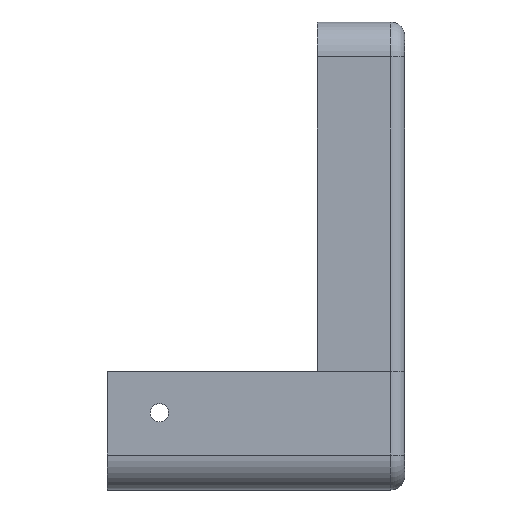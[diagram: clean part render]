
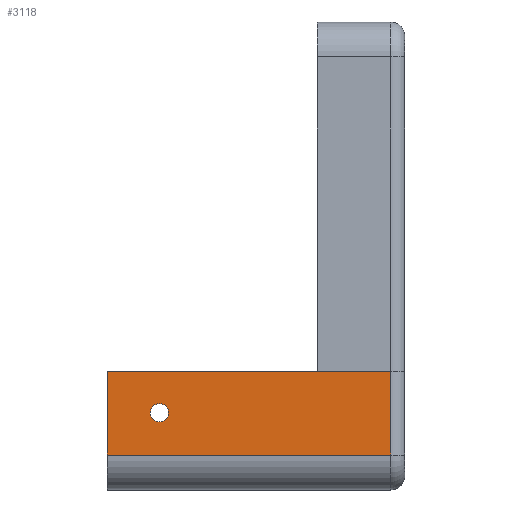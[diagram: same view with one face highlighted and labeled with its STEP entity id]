
A CAD part, left-side view. The second image highlights one B-rep face of the part: STEP entity #3118.
In plain terms, the highlighted planar face has unit normal (-1, 0, 0).
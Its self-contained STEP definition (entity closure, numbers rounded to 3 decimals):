
#16 = CARTESIAN_POINT ( 'NONE',  ( -3.4, 37.5, -66.9 ) ) ;
#28 = VERTEX_POINT ( 'NONE', #1753 ) ;
#90 = FACE_BOUND ( 'NONE', #795, .T. ) ;
#107 = DIRECTION ( 'NONE',  ( 1., 0., 0. ) ) ;
#280 = AXIS2_PLACEMENT_3D ( 'NONE', #4317, #4340, #863 ) ;
#499 = CARTESIAN_POINT ( 'NONE',  ( -3.4, 30.05, -55.85 ) ) ;
#769 = EDGE_CURVE ( 'NONE', #2848, #963, #3645, .T. ) ;
#795 = EDGE_LOOP ( 'NONE', ( #4202, #4173 ) ) ;
#863 = DIRECTION ( 'NONE',  ( 0., 0., -1. ) ) ;
#963 = VERTEX_POINT ( 'NONE', #3210 ) ;
#1098 = AXIS2_PLACEMENT_3D ( 'NONE', #499, #107, #2727 ) ;
#1289 = LINE ( 'NONE', #3689, #3111 ) ;
#1493 = CIRCLE ( 'NONE', #2298, 1.3 ) ;
#1686 = EDGE_CURVE ( 'NONE', #963, #4766, #3080, .T. ) ;
#1753 = CARTESIAN_POINT ( 'NONE',  ( -3.4, 30.05, -57.15 ) ) ;
#1904 = EDGE_CURVE ( 'NONE', #4636, #28, #1493, .T. ) ;
#1909 = CARTESIAN_POINT ( 'NONE',  ( -3.4, 37.5, -61.9 ) ) ;
#1979 = CIRCLE ( 'NONE', #1098, 1.3 ) ;
#2016 = PLANE ( 'NONE',  #280 ) ;
#2243 = EDGE_CURVE ( 'NONE', #28, #4636, #1979, .T. ) ;
#2298 = AXIS2_PLACEMENT_3D ( 'NONE', #3620, #3433, #3843 ) ;
#2644 = LINE ( 'NONE', #4182, #4470 ) ;
#2682 = CARTESIAN_POINT ( 'NONE',  ( -3.4, -3., -49.9 ) ) ;
#2727 = DIRECTION ( 'NONE',  ( 0., 0., -1. ) ) ;
#2782 = FACE_OUTER_BOUND ( 'NONE', #2944, .T. ) ;
#2848 = VERTEX_POINT ( 'NONE', #2682 ) ;
#2944 = EDGE_LOOP ( 'NONE', ( #3054, #4885, #4208, #3541 ) ) ;
#3054 = ORIENTED_EDGE ( 'NONE', *, *, #3992, .T. ) ;
#3080 = LINE ( 'NONE', #16, #4602 ) ;
#3111 = VECTOR ( 'NONE', #4014, 1000. ) ;
#3118 = ADVANCED_FACE ( 'NONE', ( #90, #2782 ), #2016, .F. ) ;
#3210 = CARTESIAN_POINT ( 'NONE',  ( -3.4, 37.5, -49.9 ) ) ;
#3241 = CARTESIAN_POINT ( 'NONE',  ( -3.4, 37.5, -49.9 ) ) ;
#3433 = DIRECTION ( 'NONE',  ( 1., 0., 0. ) ) ;
#3541 = ORIENTED_EDGE ( 'NONE', *, *, #1686, .T. ) ;
#3620 = CARTESIAN_POINT ( 'NONE',  ( -3.4, 30.05, -55.85 ) ) ;
#3632 = VERTEX_POINT ( 'NONE', #4042 ) ;
#3645 = LINE ( 'NONE', #3241, #3717 ) ;
#3689 = CARTESIAN_POINT ( 'NONE',  ( -3.4, 0., -61.9 ) ) ;
#3717 = VECTOR ( 'NONE', #4746, 1000. ) ;
#3782 = EDGE_CURVE ( 'NONE', #3632, #2848, #2644, .T. ) ;
#3843 = DIRECTION ( 'NONE',  ( 0., 0., -1. ) ) ;
#3992 = EDGE_CURVE ( 'NONE', #4766, #3632, #1289, .T. ) ;
#4014 = DIRECTION ( 'NONE',  ( 0., -1., 0. ) ) ;
#4042 = CARTESIAN_POINT ( 'NONE',  ( -3.4, -3., -61.9 ) ) ;
#4173 = ORIENTED_EDGE ( 'NONE', *, *, #1904, .T. ) ;
#4182 = CARTESIAN_POINT ( 'NONE',  ( -3.4, -3., -49.9 ) ) ;
#4202 = ORIENTED_EDGE ( 'NONE', *, *, #2243, .T. ) ;
#4208 = ORIENTED_EDGE ( 'NONE', *, *, #769, .T. ) ;
#4264 = DIRECTION ( 'NONE',  ( 0., 0., -1. ) ) ;
#4317 = CARTESIAN_POINT ( 'NONE',  ( -3.4, 0., 0. ) ) ;
#4340 = DIRECTION ( 'NONE',  ( 1., 0., 0. ) ) ;
#4381 = CARTESIAN_POINT ( 'NONE',  ( -3.4, 30.05, -54.55 ) ) ;
#4470 = VECTOR ( 'NONE', #4966, 1000. ) ;
#4602 = VECTOR ( 'NONE', #4264, 1000. ) ;
#4636 = VERTEX_POINT ( 'NONE', #4381 ) ;
#4746 = DIRECTION ( 'NONE',  ( 0., 1., 0. ) ) ;
#4766 = VERTEX_POINT ( 'NONE', #1909 ) ;
#4885 = ORIENTED_EDGE ( 'NONE', *, *, #3782, .T. ) ;
#4966 = DIRECTION ( 'NONE',  ( 0., 0., 1. ) ) ;
